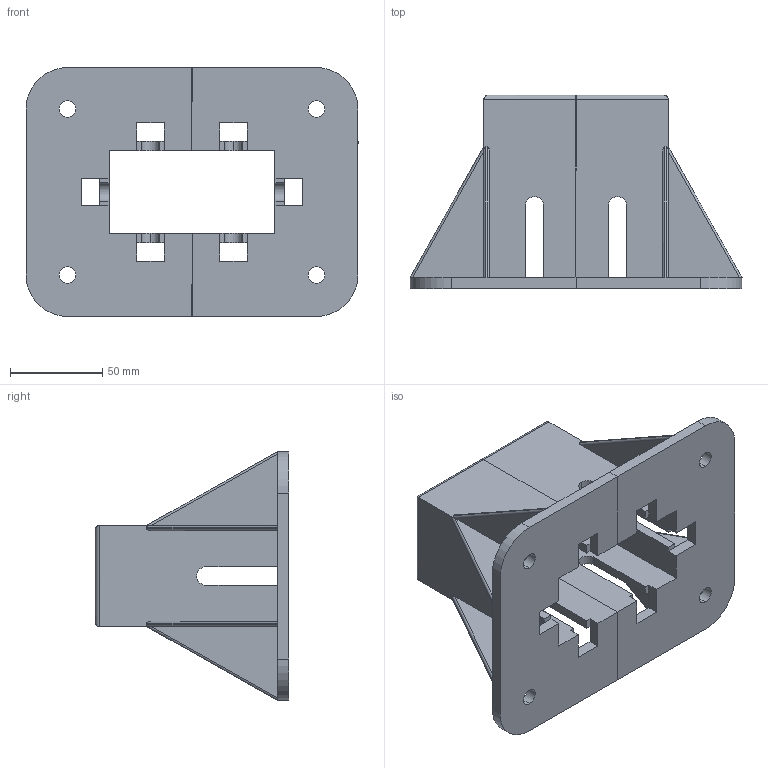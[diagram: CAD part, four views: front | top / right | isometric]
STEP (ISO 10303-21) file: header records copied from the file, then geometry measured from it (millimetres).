
FILE_DESCRIPTION (( 'STEP AP214' ), '1' );
FILE_NAME ('A60.50.45.90 - Anchor Base 10 - 45 x 90.STEP', '2020-03-10T14:18:12', ( '' ), ( '' ), 'SwSTEP 2.0', 'SolidWorks 2015', '' );
FILE_SCHEMA (( 'AUTOMOTIVE_DESIGN' ));
Length unit declared in the file: millimetre
Products named in the file (4): A60.50.45.90 - Anchor Base 10 - 45 x 90; A60.50.45.90.Half - Anchor Base 10 - 45 x 90 Half
Assembly tree (2 placements, depth 2):
  A60.50.45.90 - Anchor Base 10 - 45 x 90
    A60.50.45.90.Half - Anchor Base 10 - 45 x 90 Half  x2
  A60.50.45.90.Half - Anchor Base 10 - 45 x 90 Half
  A60.50.45.90.Half - Anchor Base 10 - 45 x 90 Half
Bounding box: 180 x 105 x 135 mm (x, y, z)
Volume: 273208 mm3; surface area: 123099.4 mm2
Topology: 2 solids, 2 shells, 144 faces, 412 edges, 260 vertices
Faces by surface type: plane 102, cylinder 42
Entity records: 3208 total; most frequent: CARTESIAN_POINT 468, ORIENTED_EDGE 412, DIRECTION 366, EDGE_CURVE 206, LINE 166, VECTOR 166, VERTEX_POINT 130, AXIS2_PLACEMENT_3D 100
